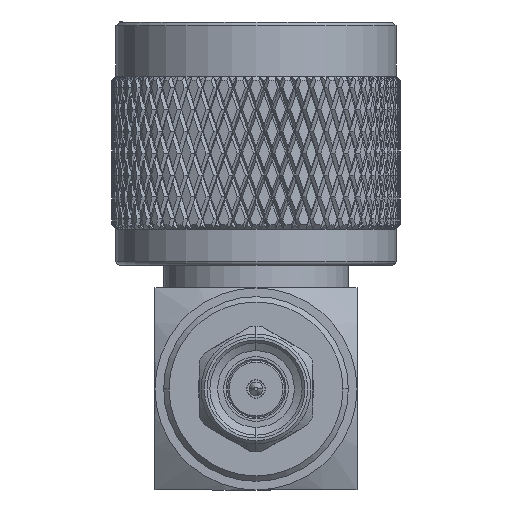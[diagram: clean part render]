
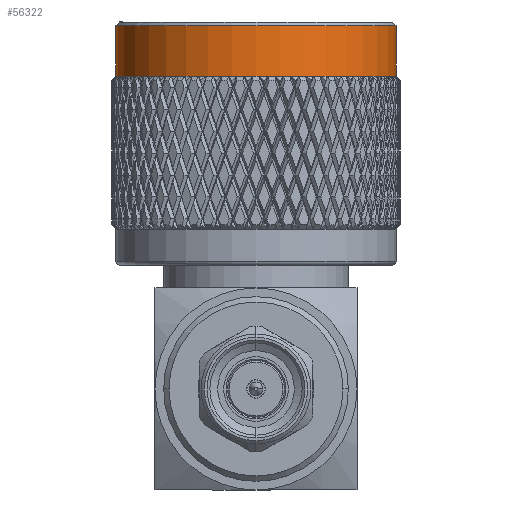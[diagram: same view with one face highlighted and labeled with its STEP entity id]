
A CAD part, left-side view. The second image highlights one B-rep face of the part: STEP entity #56322.
In plain terms, the highlighted cylindrical face has radius 9.857 mm (diameter 19.715 mm), a partial arc.
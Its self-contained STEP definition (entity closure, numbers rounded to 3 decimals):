
#3706 = DIRECTION ( 'NONE',  ( 1., 0., 0. ) ) ;
#7060 = VERTEX_POINT ( 'NONE', #72842 ) ;
#8613 = CARTESIAN_POINT ( 'NONE',  ( -0.015, 6.033, 0. ) ) ;
#17566 = ORIENTED_EDGE ( 'NONE', *, *, #75324, .F. ) ;
#18459 = CARTESIAN_POINT ( 'NONE',  ( 19.7, 6.033, 0. ) ) ;
#22250 = DIRECTION ( 'NONE',  ( 1., 0., 0. ) ) ;
#24849 = DIRECTION ( 'NONE',  ( 0., -1., 0. ) ) ;
#30797 = DIRECTION ( 'NONE',  ( 0., -1., 0. ) ) ;
#39877 = LINE ( 'NONE', #74922, #168976 ) ;
#43789 = EDGE_CURVE ( 'NONE', #7060, #174133, #82505, .T. ) ;
#45269 = CIRCLE ( 'NONE', #111655, 9.857 ) ;
#55914 = ORIENTED_EDGE ( 'NONE', *, *, #131647, .F. ) ;
#56011 = AXIS2_PLACEMENT_3D ( 'NONE', #93524, #104412, #22250 ) ;
#56322 = ADVANCED_FACE ( 'NONE', ( #66438 ), #148690, .T. ) ;
#66438 = FACE_OUTER_BOUND ( 'NONE', #112577, .T. ) ;
#72842 = CARTESIAN_POINT ( 'NONE',  ( -0.015, 9.589, 0. ) ) ;
#74922 = CARTESIAN_POINT ( 'NONE',  ( 19.7, -9.842, 0. ) ) ;
#75324 = EDGE_CURVE ( 'NONE', #88605, #150809, #39877, .T. ) ;
#82447 = CIRCLE ( 'NONE', #108569, 9.857 ) ;
#82505 = LINE ( 'NONE', #148599, #121889 ) ;
#85224 = ORIENTED_EDGE ( 'NONE', *, *, #43789, .T. ) ;
#88605 = VERTEX_POINT ( 'NONE', #96757 ) ;
#93524 = CARTESIAN_POINT ( 'NONE',  ( 9.842, -9.842, 0. ) ) ;
#96757 = CARTESIAN_POINT ( 'NONE',  ( 19.7, 9.589, 0. ) ) ;
#104412 = DIRECTION ( 'NONE',  ( 0., -1., 0. ) ) ;
#107093 = DIRECTION ( 'NONE',  ( 0., -1., 0. ) ) ;
#108569 = AXIS2_PLACEMENT_3D ( 'NONE', #116472, #142711, #3706 ) ;
#111655 = AXIS2_PLACEMENT_3D ( 'NONE', #176681, #107093, #177556 ) ;
#112577 = EDGE_LOOP ( 'NONE', ( #173956, #85224, #55914, #17566 ) ) ;
#116472 = CARTESIAN_POINT ( 'NONE',  ( 9.842, 6.033, 0. ) ) ;
#121889 = VECTOR ( 'NONE', #24849, 1000. ) ;
#131647 = EDGE_CURVE ( 'NONE', #150809, #174133, #82447, .T. ) ;
#142711 = DIRECTION ( 'NONE',  ( 0., -1., 0. ) ) ;
#143101 = EDGE_CURVE ( 'NONE', #88605, #7060, #45269, .T. ) ;
#148599 = CARTESIAN_POINT ( 'NONE',  ( -0.015, -9.842, 0. ) ) ;
#148690 = CYLINDRICAL_SURFACE ( 'NONE', #56011, 9.857 ) ;
#150809 = VERTEX_POINT ( 'NONE', #18459 ) ;
#168976 = VECTOR ( 'NONE', #30797, 1000. ) ;
#173956 = ORIENTED_EDGE ( 'NONE', *, *, #143101, .T. ) ;
#174133 = VERTEX_POINT ( 'NONE', #8613 ) ;
#176681 = CARTESIAN_POINT ( 'NONE',  ( 9.842, 9.589, 0. ) ) ;
#177556 = DIRECTION ( 'NONE',  ( -1., 0., 0. ) ) ;
